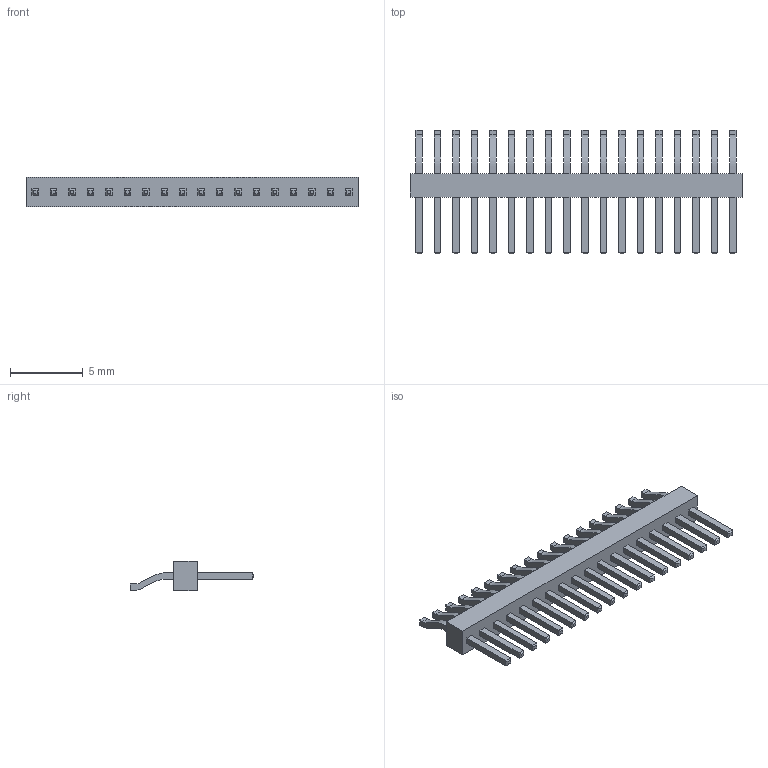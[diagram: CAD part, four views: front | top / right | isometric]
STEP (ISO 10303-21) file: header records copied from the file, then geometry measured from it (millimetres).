
FILE_DESCRIPTION(/* description */ (''),/* implementation_level */ '2;1');
FILE_NAME(/* name */ '1.27MM 1X18 SMD MALE HEADER.step',/* time_stamp */ '2019-02-21T18:53:29+00:00',/* author */ ('eric.n.tech'),/* organization */ (''),/* preprocessor_version */ 'ST-DEVELOPER v17.2',/* originating_system */ 'Autodesk Translation Framework v7.6.0.251',/* authorisation */ '');
FILE_SCHEMA (('AUTOMOTIVE_DESIGN { 1 0 10303 214 3 1 1 }'));
Length unit declared in the file: millimetre
Products named in the file (2): 1.27MM 1X18 SMD MALE HEADER; single 1.27mm male pin v4
Assembly tree (1 placements, depth 2):
  1.27MM 1X18 SMD MALE HEADER
    single 1.27mm male pin v4
Bounding box: 22.86 x 8.5 x 2 mm (x, y, z)
Volume: 98.2 mm3; surface area: 409.6 mm2
Topology: 37 solids, 37 shells, 330 faces, 696 edges, 440 vertices
Faces by surface type: plane 294, bspline 36
Entity records: 9511 total; most frequent: CARTESIAN_POINT 2657, ORIENTED_EDGE 1392, DIRECTION 1218, EDGE_CURVE 696, LINE 624, VECTOR 624, VERTEX_POINT 440, FACE_OUTER_BOUND 330
